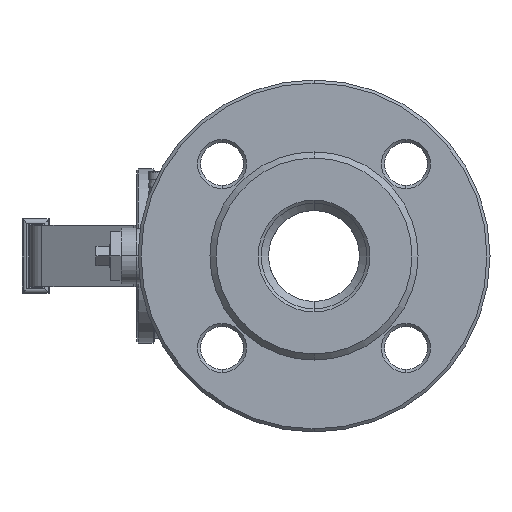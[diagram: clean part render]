
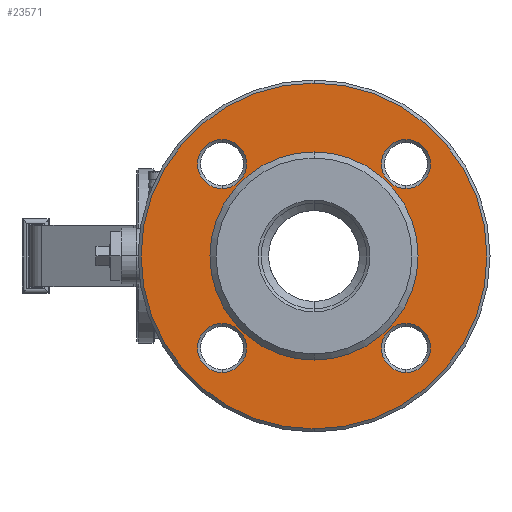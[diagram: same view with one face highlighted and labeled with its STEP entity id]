
A CAD part, left-side view. The second image highlights one B-rep face of the part: STEP entity #23571.
In plain terms, the highlighted planar face has unit normal (-1, 0, 0).
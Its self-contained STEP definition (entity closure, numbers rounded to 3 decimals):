
#4858 = FACE_BOUND ( 'NONE', #12096, .T. ) ;
#4859 = FACE_BOUND ( 'NONE', #12091, .T. ) ;
#4864 = FACE_OUTER_BOUND ( 'NONE', #12090, .T. ) ;
#4865 = FACE_BOUND ( 'NONE', #12095, .T. ) ;
#4867 = FACE_BOUND ( 'NONE', #12093, .T. ) ;
#4869 = FACE_BOUND ( 'NONE', #12092, .T. ) ;
#5110 = AXIS2_PLACEMENT_3D ( 'NONE', #6031, #6041, #6042 ) ;
#6031 = CARTESIAN_POINT ( 'NONE',  ( -123., 34., 0. ) ) ;
#6032 = PLANE ( 'NONE',  #5110 ) ;
#6041 = DIRECTION ( 'NONE',  ( -1., 0., 0. ) ) ;
#6042 = DIRECTION ( 'NONE',  ( 0., 0., 1. ) ) ;
#12090 = EDGE_LOOP ( 'NONE', ( #24309, #24310 ) ) ;
#12091 = EDGE_LOOP ( 'NONE', ( #24307, #24308 ) ) ;
#12092 = EDGE_LOOP ( 'NONE', ( #24305, #24306 ) ) ;
#12093 = EDGE_LOOP ( 'NONE', ( #24303, #24304 ) ) ;
#12095 = EDGE_LOOP ( 'NONE', ( #24301, #24302 ) ) ;
#12096 = EDGE_LOOP ( 'NONE', ( #24299, #24300 ) ) ;
#21864 = VERTEX_POINT ( 'NONE', #26463 ) ;
#21865 = VERTEX_POINT ( 'NONE', #26464 ) ;
#21872 = VERTEX_POINT ( 'NONE', #26471 ) ;
#21873 = VERTEX_POINT ( 'NONE', #26472 ) ;
#21876 = VERTEX_POINT ( 'NONE', #26475 ) ;
#21877 = VERTEX_POINT ( 'NONE', #26476 ) ;
#21882 = VERTEX_POINT ( 'NONE', #26481 ) ;
#21883 = VERTEX_POINT ( 'NONE', #26482 ) ;
#21890 = VERTEX_POINT ( 'NONE', #26489 ) ;
#21891 = VERTEX_POINT ( 'NONE', #26490 ) ;
#21894 = VERTEX_POINT ( 'NONE', #26493 ) ;
#21895 = VERTEX_POINT ( 'NONE', #26494 ) ;
#22380 = EDGE_CURVE ( 'NONE', #21894, #21895, #29354, .T. ) ;
#22384 = EDGE_CURVE ( 'NONE', #21890, #21891, #29360, .T. ) ;
#22389 = EDGE_CURVE ( 'NONE', #21882, #21883, #29368, .T. ) ;
#22399 = EDGE_CURVE ( 'NONE', #21872, #21873, #29384, .T. ) ;
#22410 = EDGE_CURVE ( 'NONE', #21876, #21877, #29401, .T. ) ;
#22426 = EDGE_CURVE ( 'NONE', #21865, #21864, #29426, .T. ) ;
#22431 = EDGE_CURVE ( 'NONE', #21864, #21865, #29434, .T. ) ;
#22443 = EDGE_CURVE ( 'NONE', #21873, #21872, #29444, .T. ) ;
#22444 = EDGE_CURVE ( 'NONE', #21877, #21876, #29445, .T. ) ;
#22449 = EDGE_CURVE ( 'NONE', #21883, #21882, #29450, .T. ) ;
#22451 = EDGE_CURVE ( 'NONE', #21895, #21894, #29453, .T. ) ;
#22453 = EDGE_CURVE ( 'NONE', #21891, #21890, #29455, .T. ) ;
#23571 = ADVANCED_FACE ( 'NONE', ( #4858, #4865, #4867, #4869, #4859, #4864 ), #6032, .T. ) ;
#24299 = ORIENTED_EDGE ( 'NONE', *, *, #22380, .T. ) ;
#24300 = ORIENTED_EDGE ( 'NONE', *, *, #22451, .T. ) ;
#24301 = ORIENTED_EDGE ( 'NONE', *, *, #22384, .T. ) ;
#24302 = ORIENTED_EDGE ( 'NONE', *, *, #22453, .T. ) ;
#24303 = ORIENTED_EDGE ( 'NONE', *, *, #22389, .T. ) ;
#24304 = ORIENTED_EDGE ( 'NONE', *, *, #22449, .T. ) ;
#24305 = ORIENTED_EDGE ( 'NONE', *, *, #22410, .T. ) ;
#24306 = ORIENTED_EDGE ( 'NONE', *, *, #22444, .T. ) ;
#24307 = ORIENTED_EDGE ( 'NONE', *, *, #22399, .T. ) ;
#24308 = ORIENTED_EDGE ( 'NONE', *, *, #22443, .T. ) ;
#24309 = ORIENTED_EDGE ( 'NONE', *, *, #22426, .F. ) ;
#24310 = ORIENTED_EDGE ( 'NONE', *, *, #22431, .F. ) ;
#26463 = CARTESIAN_POINT ( 'NONE',  ( -123., 0., 56.5 ) ) ;
#26464 = CARTESIAN_POINT ( 'NONE',  ( -123., 0., -56.5 ) ) ;
#26471 = CARTESIAN_POINT ( 'NONE',  ( -123., 0., -34. ) ) ;
#26472 = CARTESIAN_POINT ( 'NONE',  ( -123., 0., 34. ) ) ;
#26475 = CARTESIAN_POINT ( 'NONE',  ( -123., 30.052, 38.052 ) ) ;
#26476 = CARTESIAN_POINT ( 'NONE',  ( -123., 30.052, 22.052 ) ) ;
#26481 = CARTESIAN_POINT ( 'NONE',  ( -123., 30.052, -22.052 ) ) ;
#26482 = CARTESIAN_POINT ( 'NONE',  ( -123., 30.052, -38.052 ) ) ;
#26489 = CARTESIAN_POINT ( 'NONE',  ( -123., -30.052, -22.052 ) ) ;
#26490 = CARTESIAN_POINT ( 'NONE',  ( -123., -30.052, -38.052 ) ) ;
#26493 = CARTESIAN_POINT ( 'NONE',  ( -123., -30.052, 38.052 ) ) ;
#26494 = CARTESIAN_POINT ( 'NONE',  ( -123., -30.052, 22.052 ) ) ;
#28678 = AXIS2_PLACEMENT_3D ( 'NONE', #30427, #30428, #30429 ) ;
#28681 = AXIS2_PLACEMENT_3D ( 'NONE', #30416, #30417, #30418 ) ;
#28685 = AXIS2_PLACEMENT_3D ( 'NONE', #30438, #30439, #30440 ) ;
#28687 = AXIS2_PLACEMENT_3D ( 'NONE', #30462, #30463, #30464 ) ;
#28693 = AXIS2_PLACEMENT_3D ( 'NONE', #30488, #30489, #30490 ) ;
#28697 = AXIS2_PLACEMENT_3D ( 'NONE', #30526, #30527, #30528 ) ;
#28701 = AXIS2_PLACEMENT_3D ( 'NONE', #30535, #30541, #30542 ) ;
#28712 = AXIS2_PLACEMENT_3D ( 'NONE', #30569, #30576, #30577 ) ;
#28713 = AXIS2_PLACEMENT_3D ( 'NONE', #30572, #30579, #30580 ) ;
#28718 = AXIS2_PLACEMENT_3D ( 'NONE', #30587, #30594, #30595 ) ;
#28720 = AXIS2_PLACEMENT_3D ( 'NONE', #30593, #30600, #30601 ) ;
#28722 = AXIS2_PLACEMENT_3D ( 'NONE', #30599, #30605, #30606 ) ;
#29354 = CIRCLE ( 'NONE', #28681, 8. ) ;
#29360 = CIRCLE ( 'NONE', #28678, 8. ) ;
#29368 = CIRCLE ( 'NONE', #28685, 8. ) ;
#29384 = CIRCLE ( 'NONE', #28687, 34. ) ;
#29401 = CIRCLE ( 'NONE', #28693, 8. ) ;
#29426 = CIRCLE ( 'NONE', #28697, 56.5 ) ;
#29434 = CIRCLE ( 'NONE', #28701, 56.5 ) ;
#29444 = CIRCLE ( 'NONE', #28712, 34. ) ;
#29445 = CIRCLE ( 'NONE', #28713, 8. ) ;
#29450 = CIRCLE ( 'NONE', #28718, 8. ) ;
#29453 = CIRCLE ( 'NONE', #28720, 8. ) ;
#29455 = CIRCLE ( 'NONE', #28722, 8. ) ;
#30416 = CARTESIAN_POINT ( 'NONE',  ( -123., -30.052, 30.052 ) ) ;
#30417 = DIRECTION ( 'NONE',  ( 1., 0., 0. ) ) ;
#30418 = DIRECTION ( 'NONE',  ( 0., 0., 1. ) ) ;
#30427 = CARTESIAN_POINT ( 'NONE',  ( -123., -30.052, -30.052 ) ) ;
#30428 = DIRECTION ( 'NONE',  ( 1., 0., 0. ) ) ;
#30429 = DIRECTION ( 'NONE',  ( 0., 0., 1. ) ) ;
#30438 = CARTESIAN_POINT ( 'NONE',  ( -123., 30.052, -30.052 ) ) ;
#30439 = DIRECTION ( 'NONE',  ( 1., 0., 0. ) ) ;
#30440 = DIRECTION ( 'NONE',  ( 0., 0., 1. ) ) ;
#30462 = CARTESIAN_POINT ( 'NONE',  ( -123., 0., 0. ) ) ;
#30463 = DIRECTION ( 'NONE',  ( 1., 0., 0. ) ) ;
#30464 = DIRECTION ( 'NONE',  ( 0., 0., -1. ) ) ;
#30488 = CARTESIAN_POINT ( 'NONE',  ( -123., 30.052, 30.052 ) ) ;
#30489 = DIRECTION ( 'NONE',  ( 1., 0., 0. ) ) ;
#30490 = DIRECTION ( 'NONE',  ( 0., 0., 1. ) ) ;
#30526 = CARTESIAN_POINT ( 'NONE',  ( -123., 0., 0. ) ) ;
#30527 = DIRECTION ( 'NONE',  ( 1., 0., 0. ) ) ;
#30528 = DIRECTION ( 'NONE',  ( 0., 0., -1. ) ) ;
#30535 = CARTESIAN_POINT ( 'NONE',  ( -123., 0., 0. ) ) ;
#30541 = DIRECTION ( 'NONE',  ( 1., 0., 0. ) ) ;
#30542 = DIRECTION ( 'NONE',  ( 0., 0., -1. ) ) ;
#30569 = CARTESIAN_POINT ( 'NONE',  ( -123., 0., 0. ) ) ;
#30572 = CARTESIAN_POINT ( 'NONE',  ( -123., 30.052, 30.052 ) ) ;
#30576 = DIRECTION ( 'NONE',  ( 1., 0., 0. ) ) ;
#30577 = DIRECTION ( 'NONE',  ( 0., 0., -1. ) ) ;
#30579 = DIRECTION ( 'NONE',  ( 1., 0., 0. ) ) ;
#30580 = DIRECTION ( 'NONE',  ( 0., 0., 1. ) ) ;
#30587 = CARTESIAN_POINT ( 'NONE',  ( -123., 30.052, -30.052 ) ) ;
#30593 = CARTESIAN_POINT ( 'NONE',  ( -123., -30.052, 30.052 ) ) ;
#30594 = DIRECTION ( 'NONE',  ( 1., 0., 0. ) ) ;
#30595 = DIRECTION ( 'NONE',  ( 0., 0., 1. ) ) ;
#30599 = CARTESIAN_POINT ( 'NONE',  ( -123., -30.052, -30.052 ) ) ;
#30600 = DIRECTION ( 'NONE',  ( 1., 0., 0. ) ) ;
#30601 = DIRECTION ( 'NONE',  ( 0., 0., 1. ) ) ;
#30605 = DIRECTION ( 'NONE',  ( 1., 0., 0. ) ) ;
#30606 = DIRECTION ( 'NONE',  ( 0., 0., 1. ) ) ;
